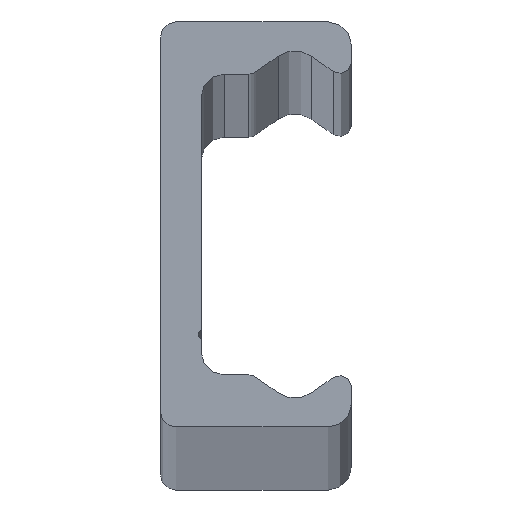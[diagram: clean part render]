
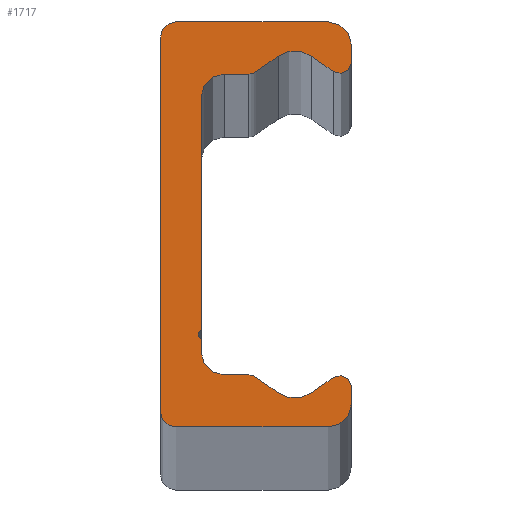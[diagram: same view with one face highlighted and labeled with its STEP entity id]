
A CAD part, top view. The second image highlights one B-rep face of the part: STEP entity #1717.
In plain terms, the highlighted planar face has unit normal (0, 0, 1).
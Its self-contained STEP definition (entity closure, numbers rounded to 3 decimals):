
#34=VECTOR('',#2359,1.);
#39=VECTOR('',#2371,1.);
#43=VECTOR('',#2382,1.);
#47=VECTOR('',#2393,1.);
#51=VECTOR('',#2404,1.);
#55=VECTOR('',#2415,1.);
#59=VECTOR('',#2426,1.);
#63=VECTOR('',#2437,1.);
#67=VECTOR('',#2448,1.);
#71=VECTOR('',#2459,1.);
#75=VECTOR('',#2470,1.);
#79=VECTOR('',#2481,1.);
#83=VECTOR('',#2492,1.);
#86=LINE('',#2816,#34);
#91=LINE('',#2831,#39);
#95=LINE('',#2843,#43);
#99=LINE('',#2855,#47);
#103=LINE('',#2867,#51);
#107=LINE('',#2879,#55);
#111=LINE('',#2891,#59);
#115=LINE('',#2903,#63);
#119=LINE('',#2915,#67);
#123=LINE('',#2927,#71);
#127=LINE('',#2939,#75);
#131=LINE('',#2951,#79);
#135=LINE('',#2963,#83);
#151=PLANE('',#1966);
#309=VERTEX_POINT('',#2817);
#310=VERTEX_POINT('',#2818);
#313=VERTEX_POINT('',#2826);
#315=VERTEX_POINT('',#2832);
#317=VERTEX_POINT('',#2838);
#319=VERTEX_POINT('',#2844);
#321=VERTEX_POINT('',#2850);
#323=VERTEX_POINT('',#2856);
#325=VERTEX_POINT('',#2862);
#327=VERTEX_POINT('',#2868);
#329=VERTEX_POINT('',#2874);
#331=VERTEX_POINT('',#2880);
#333=VERTEX_POINT('',#2886);
#335=VERTEX_POINT('',#2892);
#337=VERTEX_POINT('',#2898);
#339=VERTEX_POINT('',#2904);
#341=VERTEX_POINT('',#2910);
#343=VERTEX_POINT('',#2916);
#345=VERTEX_POINT('',#2922);
#347=VERTEX_POINT('',#2928);
#349=VERTEX_POINT('',#2934);
#351=VERTEX_POINT('',#2940);
#353=VERTEX_POINT('',#2946);
#355=VERTEX_POINT('',#2952);
#357=VERTEX_POINT('',#2958);
#359=VERTEX_POINT('',#2964);
#478=CIRCLE('',#1916,2.);
#480=CIRCLE('',#1920,1.);
#482=CIRCLE('',#1924,2.5);
#484=CIRCLE('',#1928,1.);
#486=CIRCLE('',#1932,2.);
#488=CIRCLE('',#1936,0.5);
#490=CIRCLE('',#1940,2.);
#492=CIRCLE('',#1944,1.);
#494=CIRCLE('',#1948,2.5);
#496=CIRCLE('',#1952,1.);
#498=CIRCLE('',#1956,2.);
#500=CIRCLE('',#1960,1.3);
#502=CIRCLE('',#1964,1.3);
#621=EDGE_CURVE('',#309,#310,#86,.T.);
#625=EDGE_CURVE('',#310,#313,#478,.T.);
#628=EDGE_CURVE('',#313,#315,#91,.T.);
#631=EDGE_CURVE('',#315,#317,#480,.T.);
#634=EDGE_CURVE('',#317,#319,#95,.T.);
#637=EDGE_CURVE('',#319,#321,#482,.T.);
#640=EDGE_CURVE('',#321,#323,#99,.T.);
#643=EDGE_CURVE('',#323,#325,#484,.T.);
#646=EDGE_CURVE('',#325,#327,#103,.T.);
#649=EDGE_CURVE('',#327,#329,#486,.T.);
#652=EDGE_CURVE('',#329,#331,#107,.T.);
#655=EDGE_CURVE('',#331,#333,#488,.T.);
#658=EDGE_CURVE('',#333,#335,#111,.T.);
#661=EDGE_CURVE('',#335,#337,#490,.T.);
#664=EDGE_CURVE('',#337,#339,#115,.T.);
#667=EDGE_CURVE('',#339,#341,#492,.T.);
#670=EDGE_CURVE('',#341,#343,#119,.T.);
#673=EDGE_CURVE('',#343,#345,#494,.T.);
#676=EDGE_CURVE('',#345,#347,#123,.T.);
#679=EDGE_CURVE('',#347,#349,#496,.T.);
#682=EDGE_CURVE('',#349,#351,#127,.T.);
#685=EDGE_CURVE('',#351,#353,#498,.T.);
#688=EDGE_CURVE('',#353,#355,#131,.T.);
#691=EDGE_CURVE('',#355,#357,#500,.T.);
#694=EDGE_CURVE('',#357,#359,#135,.T.);
#697=EDGE_CURVE('',#359,#309,#502,.T.);
#1037=ORIENTED_EDGE('',*,*,#621,.F.);
#1038=ORIENTED_EDGE('',*,*,#697,.F.);
#1039=ORIENTED_EDGE('',*,*,#694,.F.);
#1040=ORIENTED_EDGE('',*,*,#691,.F.);
#1041=ORIENTED_EDGE('',*,*,#688,.F.);
#1042=ORIENTED_EDGE('',*,*,#685,.F.);
#1043=ORIENTED_EDGE('',*,*,#682,.F.);
#1044=ORIENTED_EDGE('',*,*,#679,.F.);
#1045=ORIENTED_EDGE('',*,*,#676,.F.);
#1046=ORIENTED_EDGE('',*,*,#673,.F.);
#1047=ORIENTED_EDGE('',*,*,#670,.F.);
#1048=ORIENTED_EDGE('',*,*,#667,.F.);
#1049=ORIENTED_EDGE('',*,*,#664,.F.);
#1050=ORIENTED_EDGE('',*,*,#661,.F.);
#1051=ORIENTED_EDGE('',*,*,#658,.F.);
#1052=ORIENTED_EDGE('',*,*,#655,.F.);
#1053=ORIENTED_EDGE('',*,*,#652,.F.);
#1054=ORIENTED_EDGE('',*,*,#649,.F.);
#1055=ORIENTED_EDGE('',*,*,#646,.F.);
#1056=ORIENTED_EDGE('',*,*,#643,.F.);
#1057=ORIENTED_EDGE('',*,*,#640,.F.);
#1058=ORIENTED_EDGE('',*,*,#637,.F.);
#1059=ORIENTED_EDGE('',*,*,#634,.F.);
#1060=ORIENTED_EDGE('',*,*,#631,.F.);
#1061=ORIENTED_EDGE('',*,*,#628,.F.);
#1062=ORIENTED_EDGE('',*,*,#625,.F.);
#1349=EDGE_LOOP('',(#1037,#1038,#1039,#1040,#1041,#1042,#1043,#1044,#1045,
#1046,#1047,#1048,#1049,#1050,#1051,#1052,#1053,#1054,#1055,#1056,#1057,
#1058,#1059,#1060,#1061,#1062));
#1611=FACE_BOUND('',#1349,.T.);
#1717=ADVANCED_FACE('',(#1611),#151,.T.);
#1916=AXIS2_PLACEMENT_3D('',#2825,#2365,#2366);
#1920=AXIS2_PLACEMENT_3D('',#2837,#2376,#2377);
#1924=AXIS2_PLACEMENT_3D('',#2849,#2387,#2388);
#1928=AXIS2_PLACEMENT_3D('',#2861,#2398,#2399);
#1932=AXIS2_PLACEMENT_3D('',#2873,#2409,#2410);
#1936=AXIS2_PLACEMENT_3D('',#2885,#2420,#2421);
#1940=AXIS2_PLACEMENT_3D('',#2897,#2431,#2432);
#1944=AXIS2_PLACEMENT_3D('',#2909,#2442,#2443);
#1948=AXIS2_PLACEMENT_3D('',#2921,#2453,#2454);
#1952=AXIS2_PLACEMENT_3D('',#2933,#2464,#2465);
#1956=AXIS2_PLACEMENT_3D('',#2945,#2475,#2476);
#1960=AXIS2_PLACEMENT_3D('',#2957,#2486,#2487);
#1964=AXIS2_PLACEMENT_3D('',#2969,#2497,#2498);
#1966=AXIS2_PLACEMENT_3D('',#2971,#2501,$);
#2359=DIRECTION('',(1.,0.,0.));
#2365=DIRECTION('',(0.,0.,-1.));
#2366=DIRECTION('',(2.,0.,0.));
#2371=DIRECTION('',(0.,-1.,0.));
#2376=DIRECTION('',(0.,0.,-1.));
#2377=DIRECTION('',(1.,0.,0.));
#2382=DIRECTION('',(-0.819,0.574,0.));
#2387=DIRECTION('',(0.,0.,1.));
#2388=DIRECTION('',(2.5,0.,0.));
#2393=DIRECTION('',(-0.819,-0.574,0.));
#2398=DIRECTION('',(0.,0.,-1.));
#2399=DIRECTION('',(1.,0.,0.));
#2404=DIRECTION('',(-1.,0.,0.));
#2409=DIRECTION('',(0.,0.,1.));
#2410=DIRECTION('',(2.,0.,0.));
#2415=DIRECTION('',(0.,-1.,0.));
#2420=DIRECTION('',(0.,0.,1.));
#2421=DIRECTION('',(0.5,0.,0.));
#2426=DIRECTION('',(0.,-1.,0.));
#2431=DIRECTION('',(0.,0.,1.));
#2432=DIRECTION('',(2.,0.,0.));
#2437=DIRECTION('',(1.,0.,0.));
#2442=DIRECTION('',(0.,0.,-1.));
#2443=DIRECTION('',(1.,0.,0.));
#2448=DIRECTION('',(0.819,-0.574,0.));
#2453=DIRECTION('',(0.,0.,1.));
#2454=DIRECTION('',(2.5,0.,0.));
#2459=DIRECTION('',(0.819,0.574,0.));
#2464=DIRECTION('',(0.,0.,-1.));
#2465=DIRECTION('',(1.,0.,0.));
#2470=DIRECTION('',(0.,-1.,0.));
#2475=DIRECTION('',(0.,0.,-1.));
#2476=DIRECTION('',(2.,0.,0.));
#2481=DIRECTION('',(-1.,0.,0.));
#2486=DIRECTION('',(0.,0.,-1.));
#2487=DIRECTION('',(1.3,0.,0.));
#2492=DIRECTION('',(0.,1.,0.));
#2497=DIRECTION('',(0.,0.,-1.));
#2498=DIRECTION('',(1.3,0.,0.));
#2501=DIRECTION('',(0.,0.,1.));
#2816=CARTESIAN_POINT('',(14.5,17.5,3120.));
#2817=CARTESIAN_POINT('',(1.3,17.5,3120.));
#2818=CARTESIAN_POINT('',(14.5,17.5,3120.));
#2825=CARTESIAN_POINT('',(14.5,15.5,3120.));
#2826=CARTESIAN_POINT('',(16.5,15.5,3120.));
#2831=CARTESIAN_POINT('',(16.5,14.042,3120.));
#2832=CARTESIAN_POINT('',(16.5,14.042,3120.));
#2837=CARTESIAN_POINT('',(15.5,14.042,3120.));
#2838=CARTESIAN_POINT('',(14.926,13.223,3120.));
#2843=CARTESIAN_POINT('',(13.034,14.548,3120.));
#2844=CARTESIAN_POINT('',(13.034,14.548,3120.));
#2849=CARTESIAN_POINT('',(11.6,12.5,3120.));
#2850=CARTESIAN_POINT('',(10.166,14.548,3120.));
#2855=CARTESIAN_POINT('',(8.214,13.181,3120.));
#2856=CARTESIAN_POINT('',(8.214,13.181,3120.));
#2861=CARTESIAN_POINT('',(7.64,14.,3120.));
#2862=CARTESIAN_POINT('',(7.64,13.,3120.));
#2867=CARTESIAN_POINT('',(5.5,13.,3120.));
#2868=CARTESIAN_POINT('',(5.5,13.,3120.));
#2873=CARTESIAN_POINT('',(5.5,11.,3120.));
#2874=CARTESIAN_POINT('',(3.5,11.,3120.));
#2879=CARTESIAN_POINT('',(3.5,-9.067,3120.));
#2880=CARTESIAN_POINT('',(3.5,-9.067,3120.));
#2885=CARTESIAN_POINT('',(3.75,-9.5,3120.));
#2886=CARTESIAN_POINT('',(3.5,-9.933,3120.));
#2891=CARTESIAN_POINT('',(3.5,-11.,3120.));
#2892=CARTESIAN_POINT('',(3.5,-11.,3120.));
#2897=CARTESIAN_POINT('',(5.5,-11.,3120.));
#2898=CARTESIAN_POINT('',(5.5,-13.,3120.));
#2903=CARTESIAN_POINT('',(7.64,-13.,3120.));
#2904=CARTESIAN_POINT('',(7.64,-13.,3120.));
#2909=CARTESIAN_POINT('',(7.64,-14.,3120.));
#2910=CARTESIAN_POINT('',(8.214,-13.181,3120.));
#2915=CARTESIAN_POINT('',(10.166,-14.548,3120.));
#2916=CARTESIAN_POINT('',(10.166,-14.548,3120.));
#2921=CARTESIAN_POINT('',(11.6,-12.5,3120.));
#2922=CARTESIAN_POINT('',(13.034,-14.548,3120.));
#2927=CARTESIAN_POINT('',(14.926,-13.223,3120.));
#2928=CARTESIAN_POINT('',(14.926,-13.223,3120.));
#2933=CARTESIAN_POINT('',(15.5,-14.042,3120.));
#2934=CARTESIAN_POINT('',(16.5,-14.042,3120.));
#2939=CARTESIAN_POINT('',(16.5,-15.5,3120.));
#2940=CARTESIAN_POINT('',(16.5,-15.5,3120.));
#2945=CARTESIAN_POINT('',(14.5,-15.5,3120.));
#2946=CARTESIAN_POINT('',(14.5,-17.5,3120.));
#2951=CARTESIAN_POINT('',(1.3,-17.5,3120.));
#2952=CARTESIAN_POINT('',(1.3,-17.5,3120.));
#2957=CARTESIAN_POINT('',(1.3,-16.2,3120.));
#2958=CARTESIAN_POINT('',(0.,-16.2,3120.));
#2963=CARTESIAN_POINT('',(0.,16.2,3120.));
#2964=CARTESIAN_POINT('',(0.,16.2,3120.));
#2969=CARTESIAN_POINT('',(1.3,16.2,3120.));
#2971=CARTESIAN_POINT('',(5.942,-0.014,3120.));
